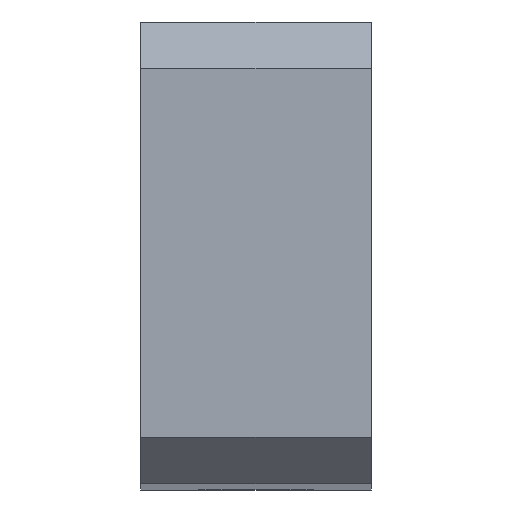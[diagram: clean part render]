
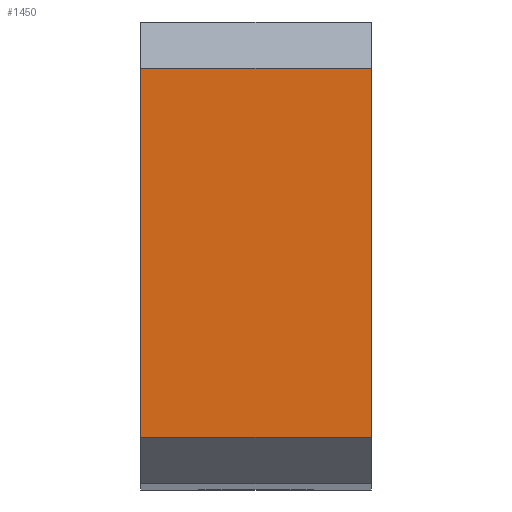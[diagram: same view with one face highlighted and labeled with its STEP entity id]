
A CAD part, top view. The second image highlights one B-rep face of the part: STEP entity #1450.
In plain terms, the highlighted planar face has unit normal (0, 0, 1).
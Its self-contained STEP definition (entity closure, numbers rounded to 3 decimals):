
#9 = LINE ( 'NONE', #1034, #867 ) ;
#11 = VECTOR ( 'NONE', #1653, 1000. ) ;
#61 = EDGE_CURVE ( 'NONE', #1108, #962, #1468, .T. ) ;
#91 = CARTESIAN_POINT ( 'NONE',  ( 10., 2., 0. ) ) ;
#131 = DIRECTION ( 'NONE',  ( 0., -1., 0. ) ) ;
#190 = EDGE_CURVE ( 'NONE', #1007, #1838, #9, .T. ) ;
#384 = AXIS2_PLACEMENT_3D ( 'NONE', #1470, #1620, #1597 ) ;
#395 = LINE ( 'NONE', #1122, #1644 ) ;
#407 = EDGE_LOOP ( 'NONE', ( #649, #1466, #1866, #994 ) ) ;
#610 = FACE_OUTER_BOUND ( 'NONE', #407, .T. ) ;
#649 = ORIENTED_EDGE ( 'NONE', *, *, #1888, .T. ) ;
#745 = CARTESIAN_POINT ( 'NONE',  ( 10., 2., 0. ) ) ;
#758 = CARTESIAN_POINT ( 'NONE',  ( 10., 18., 0. ) ) ;
#850 = LINE ( 'NONE', #1414, #1758 ) ;
#867 = VECTOR ( 'NONE', #1326, 1000. ) ;
#959 = DIRECTION ( 'NONE',  ( 0., -1., 0. ) ) ;
#962 = VERTEX_POINT ( 'NONE', #91 ) ;
#994 = ORIENTED_EDGE ( 'NONE', *, *, #190, .T. ) ;
#1007 = VERTEX_POINT ( 'NONE', #758 ) ;
#1024 = EDGE_CURVE ( 'NONE', #1007, #962, #395, .T. ) ;
#1034 = CARTESIAN_POINT ( 'NONE',  ( 10., 18., 0. ) ) ;
#1108 = VERTEX_POINT ( 'NONE', #1842 ) ;
#1122 = CARTESIAN_POINT ( 'NONE',  ( 10., 0., 0. ) ) ;
#1326 = DIRECTION ( 'NONE',  ( -1., 0., 0. ) ) ;
#1414 = CARTESIAN_POINT ( 'NONE',  ( 0., 0., 0. ) ) ;
#1440 = PLANE ( 'NONE',  #384 ) ;
#1450 = ADVANCED_FACE ( 'NONE', ( #610 ), #1440, .F. ) ;
#1466 = ORIENTED_EDGE ( 'NONE', *, *, #61, .T. ) ;
#1468 = LINE ( 'NONE', #745, #11 ) ;
#1470 = CARTESIAN_POINT ( 'NONE',  ( 10., 0., 0. ) ) ;
#1597 = DIRECTION ( 'NONE',  ( -1., 0., 0. ) ) ;
#1611 = CARTESIAN_POINT ( 'NONE',  ( 0., 18., 0. ) ) ;
#1620 = DIRECTION ( 'NONE',  ( 0., 0., -1. ) ) ;
#1644 = VECTOR ( 'NONE', #959, 1000. ) ;
#1653 = DIRECTION ( 'NONE',  ( 1., 0., 0. ) ) ;
#1758 = VECTOR ( 'NONE', #131, 1000. ) ;
#1838 = VERTEX_POINT ( 'NONE', #1611 ) ;
#1842 = CARTESIAN_POINT ( 'NONE',  ( 0., 2., 0. ) ) ;
#1866 = ORIENTED_EDGE ( 'NONE', *, *, #1024, .F. ) ;
#1888 = EDGE_CURVE ( 'NONE', #1838, #1108, #850, .T. ) ;
